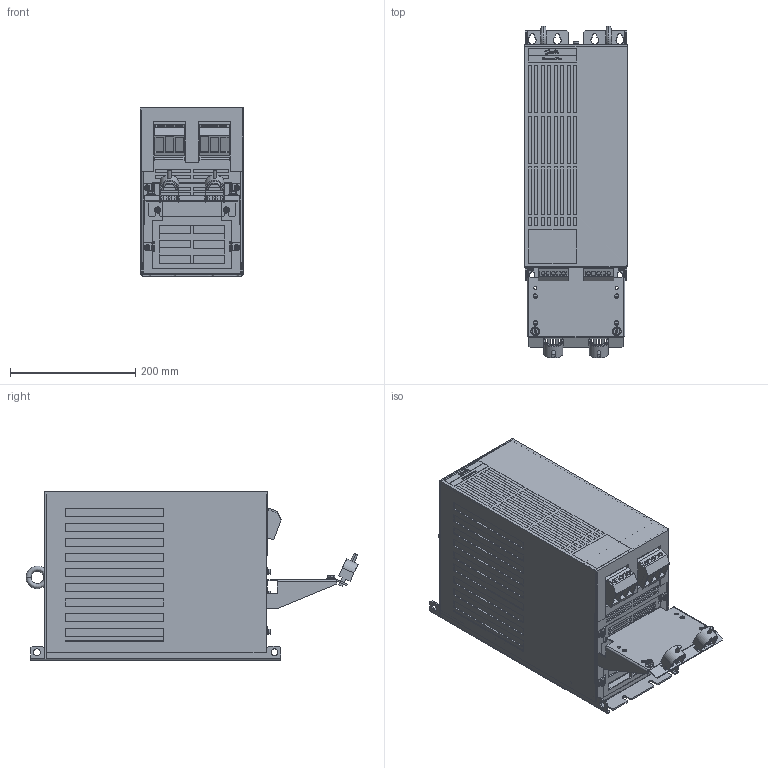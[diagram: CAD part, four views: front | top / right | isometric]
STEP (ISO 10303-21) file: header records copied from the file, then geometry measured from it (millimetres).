
FILE_DESCRIPTION((''),'2;1');
FILE_NAME('PRT0004','2023-04-12T13:33:46',('U388355'),('Danfoss Power Electronics'),'CREO PARAMETRIC BY PTC INC, 2020342','CREO PARAMETRIC BY PTC INC, 2020342','');
FILE_SCHEMA(('CONFIG_CONTROL_DESIGN','GEOMETRIC_VALIDATION_PROPERTIES_MIM'));
Products named in the file (1): PRT0004
Bounding box: 165 x 529.73 x 269.51 mm (x, y, z)
Volume: 14190352.5 mm3; surface area: 964627 mm2
Topology: 9 solids, 28 shells, 2629 faces, 7317 edges, 4800 vertices
Faces by surface type: plane 1896, cylinder 471, cone 181, torus 36, bspline 24, extrusion 14, sphere 7
Entity records: 108739 total; most frequent: CARTESIAN_POINT 21130, ORIENTED_EDGE 14291, DIRECTION 12989, EDGE_CURVE 7299, VERTEX_POINT 4800, VECTOR 4541, LINE 4527, AXIS2_PLACEMENT_3D 4224
